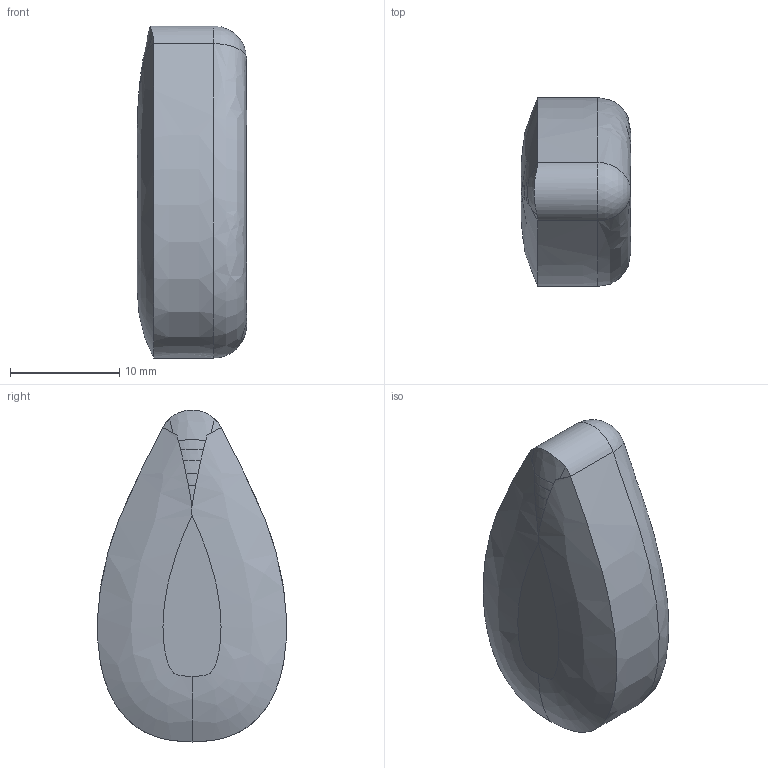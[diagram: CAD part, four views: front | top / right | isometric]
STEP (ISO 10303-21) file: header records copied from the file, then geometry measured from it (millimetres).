
FILE_DESCRIPTION(('CATIA V5 STEP Exchange'),'2;1');
FILE_NAME('Goute eau.stp','2023-05-16T22:50:39+00:00',('none'),('none'),'CATIA Version 5 Release 19 SP 2 (IN-10)','CATIA V5 STEP AP203','none');
FILE_SCHEMA(('CONFIG_CONTROL_DESIGN'));
Length unit declared in the file: millimetre
Products named in the file (1): Goute eau
Bounding box: 10 x 17.32 x 30.41 mm (x, y, z)
Volume: 3616 mm3; surface area: 1355.8 mm2
Topology: 1 solids, 1 shells, 21 faces, 51 edges, 31 vertices
Faces by surface type: bspline 11, extrusion 4, plane 4, sphere 1, cylinder 1
Entity records: 2286 total; most frequent: CARTESIAN_POINT 1876, ORIENTED_EDGE 100, EDGE_CURVE 50, B_SPLINE_CURVE_WITH_KNOTS 46, VERTEX_POINT 31, DIRECTION 24, ADVANCED_FACE 21, EDGE_LOOP 21
